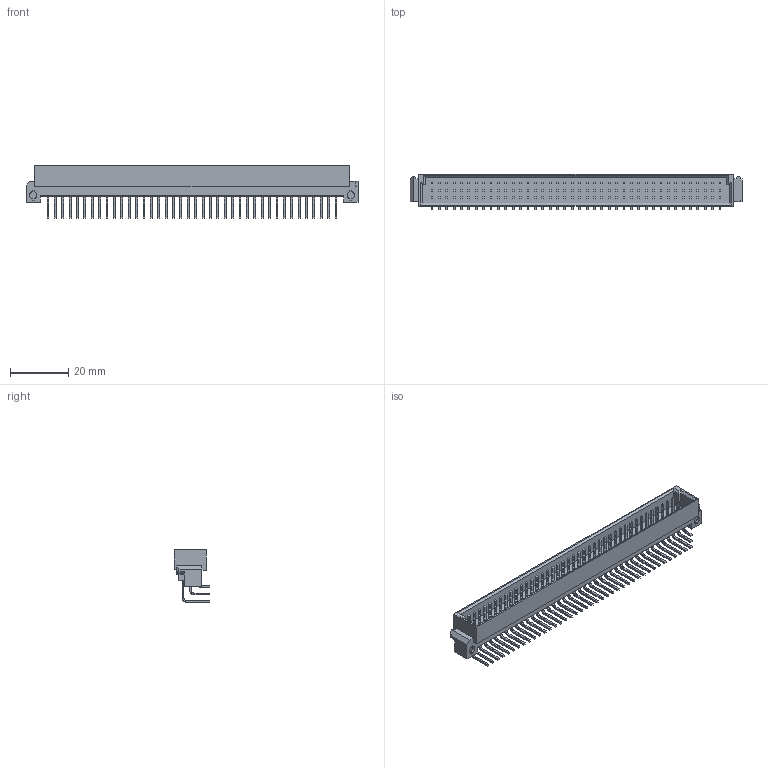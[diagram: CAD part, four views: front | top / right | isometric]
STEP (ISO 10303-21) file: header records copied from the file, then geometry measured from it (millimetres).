
FILE_DESCRIPTION((''),'2;1');
FILE_NAME('C-650906-5','2014-01-21T',('workeradm'),('Tyco Electronics Ltd.'),'PRO/ENGINEER BY PARAMETRIC TECHNOLOGY CORPORATION, 2013050','PRO/ENGINEER BY PARAMETRIC TECHNOLOGY CORPORATION, 2013050','');
FILE_SCHEMA(('AUTOMOTIVE_DESIGN { 1 0 10303 214 1 1 1 1 }'));
Length unit declared in the file: millimetre
Products named in the file (1): C-650906-5
Bounding box: 114.17 x 12.08 x 18.02 mm (x, y, z)
Volume: 6648.6 mm3; surface area: 11081 mm2
Topology: 1 solids, 1 shells, 2092 faces, 5462 edges, 3638 vertices
Faces by surface type: plane 1844, cylinder 248
Entity records: 63458 total; most frequent: CARTESIAN_POINT 11194, ORIENTED_EDGE 10924, DIRECTION 10142, EDGE_CURVE 5462, VECTOR 4966, LINE 4966, VERTEX_POINT 3638, AXIS2_PLACEMENT_3D 2588
